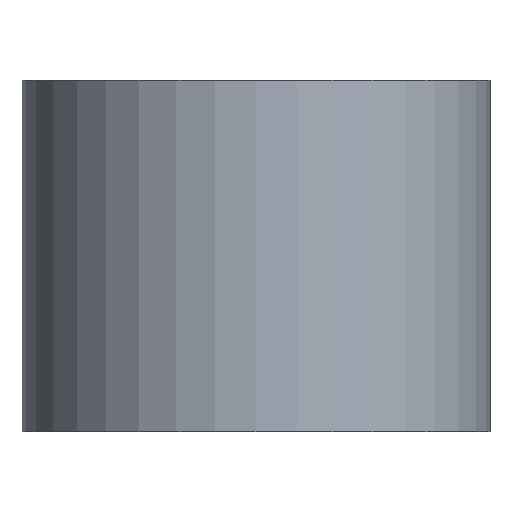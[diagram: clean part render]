
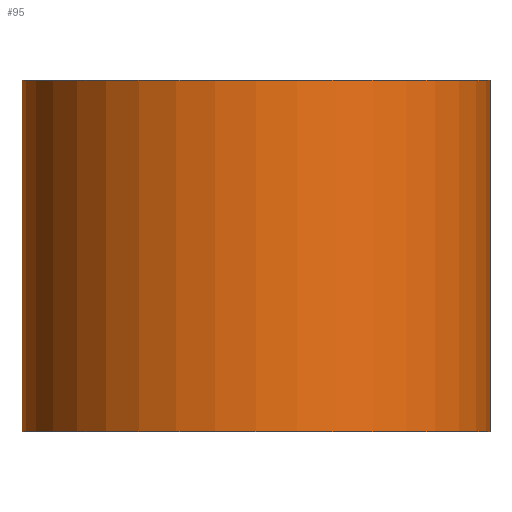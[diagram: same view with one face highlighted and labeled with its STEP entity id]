
A CAD part, front view. The second image highlights one B-rep face of the part: STEP entity #95.
In plain terms, the highlighted cylindrical face has radius 10 mm (diameter 20 mm), a full revolution.
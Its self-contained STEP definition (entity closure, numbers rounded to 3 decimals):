
#19=CYLINDRICAL_SURFACE('',#110,10.);
#24=FACE_BOUND('',#44,.T.);
#31=FACE_OUTER_BOUND('',#43,.T.);
#43=EDGE_LOOP('',(#78));
#44=EDGE_LOOP('',(#79));
#53=CIRCLE('',#111,10.);
#54=CIRCLE('',#112,10.);
#60=VERTEX_POINT('',#164);
#61=VERTEX_POINT('',#166);
#67=EDGE_CURVE('',#60,#60,#53,.T.);
#68=EDGE_CURVE('',#61,#61,#54,.T.);
#78=ORIENTED_EDGE('',*,*,#67,.T.);
#79=ORIENTED_EDGE('',*,*,#68,.F.);
#95=ADVANCED_FACE('',(#31,#24),#19,.T.);
#110=AXIS2_PLACEMENT_3D('',#163,#137,#138);
#111=AXIS2_PLACEMENT_3D('',#165,#139,#140);
#112=AXIS2_PLACEMENT_3D('',#167,#141,#142);
#137=DIRECTION('center_axis',(0.,0.,1.));
#138=DIRECTION('ref_axis',(-1.,0.,0.));
#139=DIRECTION('center_axis',(0.,0.,-1.));
#140=DIRECTION('ref_axis',(-1.,0.,0.));
#141=DIRECTION('center_axis',(0.,0.,-1.));
#142=DIRECTION('ref_axis',(-1.,0.,0.));
#163=CARTESIAN_POINT('Origin',(-2.278,6.139,0.));
#164=CARTESIAN_POINT('',(7.722,6.139,15.));
#165=CARTESIAN_POINT('Origin',(-2.278,6.139,15.));
#166=CARTESIAN_POINT('',(7.722,6.139,0.));
#167=CARTESIAN_POINT('Origin',(-2.278,6.139,0.));
